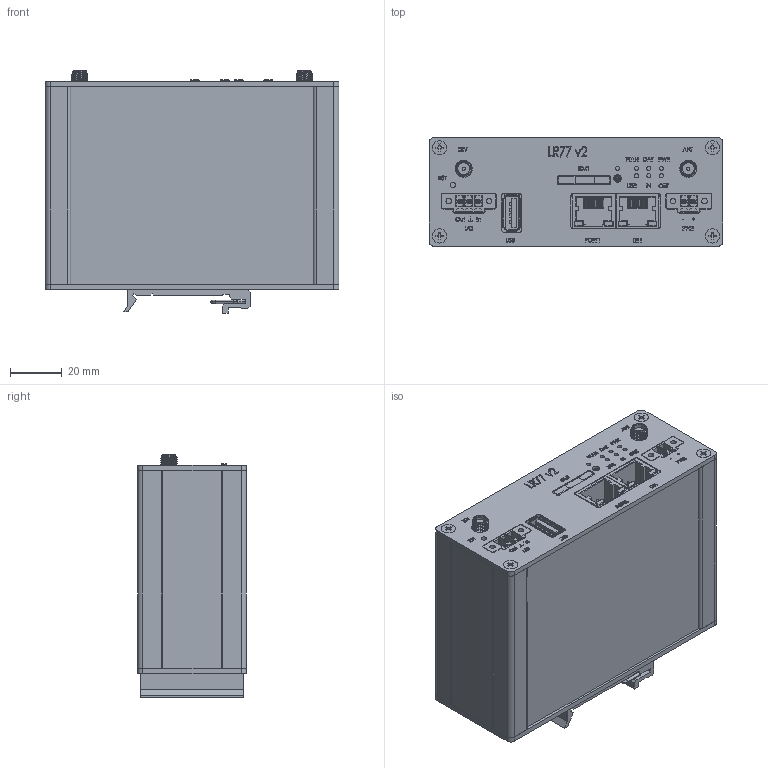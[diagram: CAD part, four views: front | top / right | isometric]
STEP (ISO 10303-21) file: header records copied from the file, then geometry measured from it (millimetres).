
FILE_DESCRIPTION (( 'STEP AP214' ), '1' );
FILE_NAME ('LR77_v2B_SL.STEP', '2019-02-06T13:24:56', ( '' ), ( '' ), 'SwSTEP 2.0', 'SolidWorks 2018', '' );
FILE_SCHEMA (( 'AUTOMOTIVE_DESIGN' ));
Length unit declared in the file: millimetre
Products named in the file (28): 691325110003_02; 691325110002_05; Pero_BB-SBD40; 691325110003; kolik_BB-SBD40; M2_5x5_PH_silver; 691325110002; SIM_912283001___ _________; 691325110003_04; 691325110002_02; BB-SBD40_model_silver; SIM_holder; 691325110003_01; Profil_BB-SBD40; CKK2_box; 691325110003_06; 691325110002_04; 656_CKC2_zadni_celo_v2_router; 691325110002_03; User Library-Rj45-1; 691325110003_05; USB-A_DＧaut; 691325110002_01; Screw_box_7982    49,5-mattssons; LR77_v2B_SL; 452_CKC2_LR77_v2B_SL; SMA-J-P-H-ST-EM3; 691325110003_03
Assembly tree (39 placements, depth 3):
  LR77_v2B_SL
    452_CKC2_LR77_v2B_SL
    CKK2_box
    656_CKC2_zadni_celo_v2_router
    691325110002
      691325110002_01
      691325110002_02
      691325110002_03
      691325110002_04
      691325110002_05
    691325110003
      691325110003_01
      691325110003_02
      691325110003_03
      691325110003_04
      691325110003_05
      691325110003_06
    Screw_box_7982    49,5-mattssons  x8
    SIM_912283001___ _________
    SIM_holder
    SMA-J-P-H-ST-EM3  x2
    USB-A_DＧaut
    User Library-Rj45-1  x2
    BB-SBD40_model_silver
      Profil_BB-SBD40
      kolik_BB-SBD40
      Pero_BB-SBD40
    M2_5x5_PH_silver  x4
Bounding box: 113.2 x 42 x 93.4 mm (x, y, z)
Volume: 76444.8 mm3; surface area: 93364.7 mm2
Topology: 36 solids, 36 shells, 4261 faces, 11119 edges, 7062 vertices
Faces by surface type: plane 2401, cylinder 1138, bspline 310, cone 294, torus 118
Entity records: 286186 total; most frequent: CARTESIAN_POINT 186660, ORIENTED_EDGE 17474, DIRECTION 14737, EDGE_CURVE 8737, VECTOR 6431, LINE 6431, VERTEX_POINT 5640, AXIS2_PLACEMENT_3D 4153
